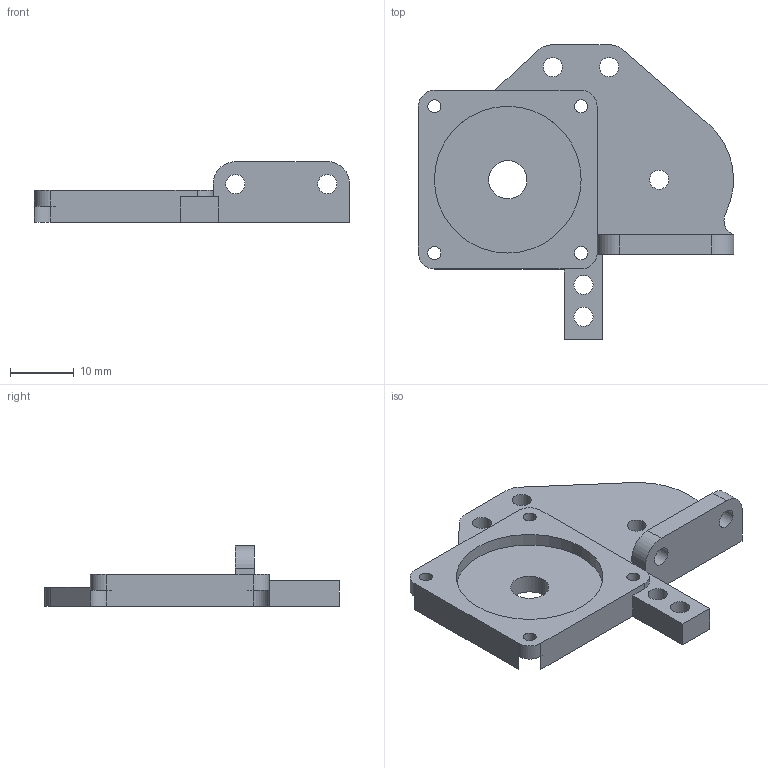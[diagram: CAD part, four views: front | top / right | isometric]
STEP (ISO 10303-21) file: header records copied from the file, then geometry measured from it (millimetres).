
FILE_DESCRIPTION(/* description */ (''),/* implementation_level */ '2;1');
FILE_NAME(/* name */ 'ClawBody.step',/* time_stamp */ '2025-09-09T17:27:12+01:00',/* author */ (''),/* organization */ (''),/* preprocessor_version */ 'ST-DEVELOPER v20.1',/* originating_system */ 'Autodesk Translation Framework v14.10.0.0',/* authorisation */ '');
FILE_SCHEMA (('AUTOMOTIVE_DESIGN { 1 0 10303 214 3 1 1 }'));
Length unit declared in the file: millimetre
Products named in the file (2): ClawBody; Component2
Assembly tree (1 placements, depth 2):
  ClawBody
    Component2
Bounding box: 49.4 x 46.14 x 9.5 mm (x, y, z)
Volume: 5172.2 mm3; surface area: 4434.1 mm2
Topology: 1 solids, 1 shells, 52 faces, 135 edges, 88 vertices
Faces by surface type: cylinder 27, plane 25
Full cylindrical faces by diameter (mm): 2.05 x4, 3 x7, 5 x2, 6 x1, 23 x1
Entity records: 1713 total; most frequent: DIRECTION 299, CARTESIAN_POINT 278, ORIENTED_EDGE 270, EDGE_CURVE 135, AXIS2_PLACEMENT_3D 109, VERTEX_POINT 88, LINE 81, VECTOR 81
